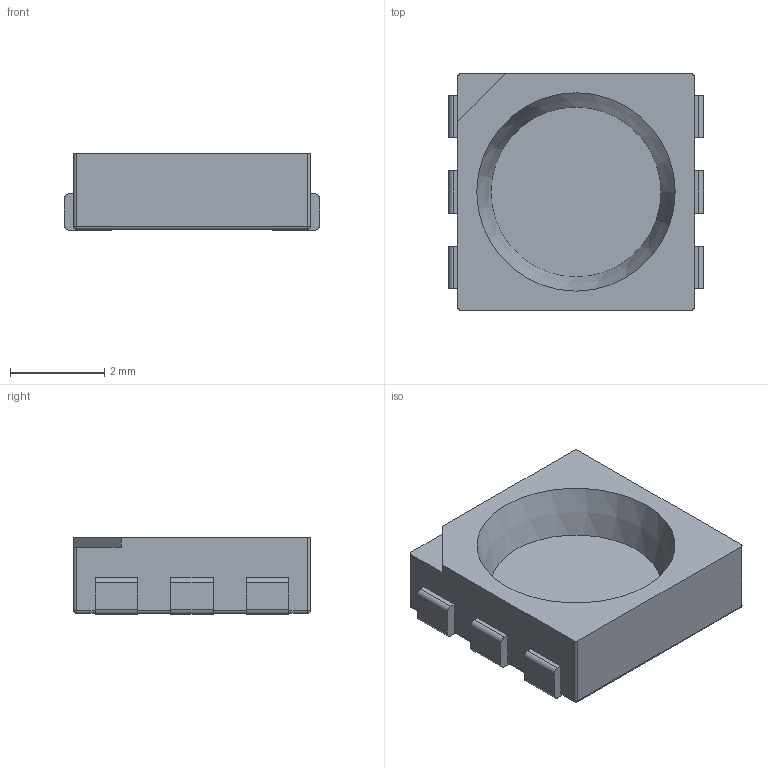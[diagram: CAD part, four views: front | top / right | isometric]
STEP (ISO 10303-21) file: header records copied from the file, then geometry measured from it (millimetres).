
FILE_DESCRIPTION(/* description */ (''),/* implementation_level */ '2;1');
FILE_NAME(/* name */ 'LED SMD 5050 White.stp',/* time_stamp */ '2019-03-20T01:35:18+03:00',/* author */ ('Boris'),/* organization */ (''),/* preprocessor_version */ 'ST-DEVELOPER v17.2',/* originating_system */ 'Autodesk Inventor 2019',/* authorisation */ '');
FILE_SCHEMA (('AUTOMOTIVE_DESIGN { 1 0 10303 214 3 1 1 }'));
Length unit declared in the file: millimetre
Products named in the file (1): LED SMD 5050 White
Bounding box: 5.4 x 5 x 1.62 mm (x, y, z)
Volume: 28.8 mm3; surface area: 94.5 mm2
Topology: 1 solids, 1 shells, 76 faces, 209 edges, 136 vertices
Faces by surface type: plane 45, cylinder 26, sphere 4, cone 1
Entity records: 2554 total; most frequent: CARTESIAN_POINT 422, DIRECTION 419, ORIENTED_EDGE 418, EDGE_CURVE 209, LINE 153, VECTOR 153, VERTEX_POINT 136, AXIS2_PLACEMENT_3D 133
